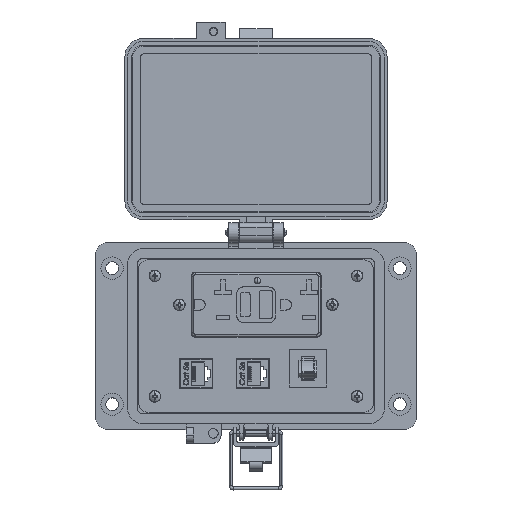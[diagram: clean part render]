
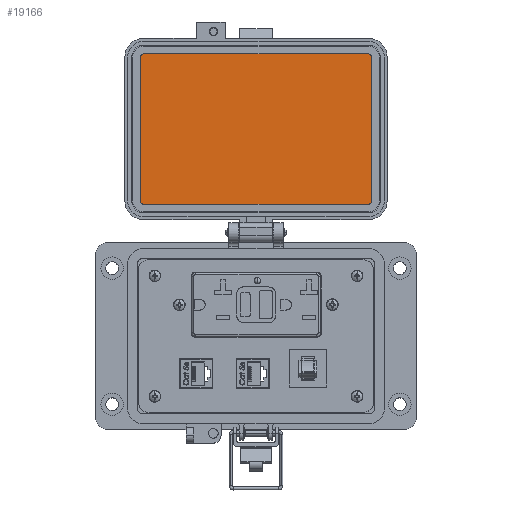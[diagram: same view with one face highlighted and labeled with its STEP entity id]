
A CAD part, top view. The second image highlights one B-rep face of the part: STEP entity #19166.
In plain terms, the highlighted planar face has unit normal (0, 0, 1).
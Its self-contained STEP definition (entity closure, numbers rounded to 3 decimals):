
#1485 = CIRCLE ( 'NONE', #38953, 1.785 ) ;
#1536 = ORIENTED_EDGE ( 'NONE', *, *, #37635, .F. ) ;
#1653 = AXIS2_PLACEMENT_3D ( 'NONE', #51559, #2850, #59842 ) ;
#2498 = CIRCLE ( 'NONE', #1653, 1.785 ) ;
#2850 = DIRECTION ( 'NONE',  ( 0., 0., -1. ) ) ;
#3198 = EDGE_CURVE ( 'NONE', #103746, #27129, #52389, .T. ) ;
#4075 = VECTOR ( 'NONE', #98250, 1000. ) ;
#4188 = CARTESIAN_POINT ( 'NONE',  ( -59.505, 143.334, 8.694 ) ) ;
#5136 = VERTEX_POINT ( 'NONE', #74062 ) ;
#5600 = DIRECTION ( 'NONE',  ( 0., 0., -1. ) ) ;
#5701 = CARTESIAN_POINT ( 'NONE',  ( 57.717, 145.119, 8.694 ) ) ;
#7626 = CARTESIAN_POINT ( 'NONE',  ( -57.72, 145.119, 8.694 ) ) ;
#9183 = AXIS2_PLACEMENT_3D ( 'NONE', #48135, #105197, #56387 ) ;
#10795 = DIRECTION ( 'NONE',  ( -1., 0., 0. ) ) ;
#11470 = CARTESIAN_POINT ( 'NONE',  ( 57.717, 69.55, 8.694 ) ) ;
#11889 = ORIENTED_EDGE ( 'NONE', *, *, #37936, .F. ) ;
#12453 = EDGE_CURVE ( 'NONE', #36226, #44960, #39019, .T. ) ;
#12562 = CARTESIAN_POINT ( 'NONE',  ( -57.72, 67.765, 8.694 ) ) ;
#14805 = DIRECTION ( 'NONE',  ( 0., 0., 1. ) ) ;
#15978 = VERTEX_POINT ( 'NONE', #82957 ) ;
#18434 = CIRCLE ( 'NONE', #9183, 1.785 ) ;
#19166 = ADVANCED_FACE ( 'NONE', ( #38025 ), #79568, .T. ) ;
#19674 = DIRECTION ( 'NONE',  ( 0., -1., 0. ) ) ;
#20000 = VECTOR ( 'NONE', #61212, 1000. ) ;
#27129 = VERTEX_POINT ( 'NONE', #5701 ) ;
#27512 = ORIENTED_EDGE ( 'NONE', *, *, #59549, .F. ) ;
#29521 = CARTESIAN_POINT ( 'NONE',  ( -59.505, 69.55, 8.694 ) ) ;
#31604 = DIRECTION ( 'NONE',  ( 1., 0., 0. ) ) ;
#36226 = VERTEX_POINT ( 'NONE', #29521 ) ;
#37635 = EDGE_CURVE ( 'NONE', #15978, #5136, #69112, .T. ) ;
#37936 = EDGE_CURVE ( 'NONE', #80366, #36226, #1485, .T. ) ;
#38025 = FACE_OUTER_BOUND ( 'NONE', #93940, .T. ) ;
#38953 = AXIS2_PLACEMENT_3D ( 'NONE', #54311, #5600, #62604 ) ;
#39019 = LINE ( 'NONE', #4188, #20000 ) ;
#39127 = ORIENTED_EDGE ( 'NONE', *, *, #59261, .F. ) ;
#41486 = ORIENTED_EDGE ( 'NONE', *, *, #98049, .F. ) ;
#44753 = ORIENTED_EDGE ( 'NONE', *, *, #3198, .F. ) ;
#44960 = VERTEX_POINT ( 'NONE', #95299 ) ;
#48135 = CARTESIAN_POINT ( 'NONE',  ( 57.717, 143.334, 8.694 ) ) ;
#51559 = CARTESIAN_POINT ( 'NONE',  ( -57.72, 143.334, 8.694 ) ) ;
#52389 = LINE ( 'NONE', #62992, #74109 ) ;
#54311 = CARTESIAN_POINT ( 'NONE',  ( -57.72, 69.55, 8.694 ) ) ;
#55954 = VERTEX_POINT ( 'NONE', #82220 ) ;
#56387 = DIRECTION ( 'NONE',  ( 0., -1., 0. ) ) ;
#56496 = AXIS2_PLACEMENT_3D ( 'NONE', #63573, #14805, #71747 ) ;
#58432 = CIRCLE ( 'NONE', #105500, 1.785 ) ;
#59261 = EDGE_CURVE ( 'NONE', #27129, #15978, #18434, .T. ) ;
#59549 = EDGE_CURVE ( 'NONE', #55954, #80366, #88401, .T. ) ;
#59842 = DIRECTION ( 'NONE',  ( 0., -1., 0. ) ) ;
#61212 = DIRECTION ( 'NONE',  ( 0., 1., 0. ) ) ;
#62604 = DIRECTION ( 'NONE',  ( 0., -1., 0. ) ) ;
#62992 = CARTESIAN_POINT ( 'NONE',  ( 57.717, 145.119, 8.694 ) ) ;
#63573 = CARTESIAN_POINT ( 'NONE',  ( -30.745, 145.119, 8.694 ) ) ;
#66760 = VECTOR ( 'NONE', #10795, 1000. ) ;
#68431 = DIRECTION ( 'NONE',  ( 0., 0., -1. ) ) ;
#68647 = ORIENTED_EDGE ( 'NONE', *, *, #12453, .F. ) ;
#68738 = EDGE_CURVE ( 'NONE', #5136, #55954, #58432, .T. ) ;
#69112 = LINE ( 'NONE', #81500, #4075 ) ;
#71747 = DIRECTION ( 'NONE',  ( 0., -1., 0. ) ) ;
#74062 = CARTESIAN_POINT ( 'NONE',  ( 59.502, 69.55, 8.694 ) ) ;
#74109 = VECTOR ( 'NONE', #31604, 1000. ) ;
#75952 = CARTESIAN_POINT ( 'NONE',  ( -57.72, 67.765, 8.694 ) ) ;
#79568 = PLANE ( 'NONE',  #56496 ) ;
#80366 = VERTEX_POINT ( 'NONE', #12562 ) ;
#81500 = CARTESIAN_POINT ( 'NONE',  ( 59.502, 69.55, 8.694 ) ) ;
#82220 = CARTESIAN_POINT ( 'NONE',  ( 57.717, 67.765, 8.694 ) ) ;
#82957 = CARTESIAN_POINT ( 'NONE',  ( 59.502, 143.334, 8.694 ) ) ;
#88401 = LINE ( 'NONE', #75952, #66760 ) ;
#89711 = ORIENTED_EDGE ( 'NONE', *, *, #68738, .F. ) ;
#93940 = EDGE_LOOP ( 'NONE', ( #41486, #68647, #11889, #27512, #89711, #1536, #39127, #44753 ) ) ;
#95299 = CARTESIAN_POINT ( 'NONE',  ( -59.505, 143.334, 8.694 ) ) ;
#98049 = EDGE_CURVE ( 'NONE', #44960, #103746, #2498, .T. ) ;
#98250 = DIRECTION ( 'NONE',  ( 0., -1., 0. ) ) ;
#103746 = VERTEX_POINT ( 'NONE', #7626 ) ;
#105197 = DIRECTION ( 'NONE',  ( 0., 0., -1. ) ) ;
#105500 = AXIS2_PLACEMENT_3D ( 'NONE', #11470, #68431, #19674 ) ;
